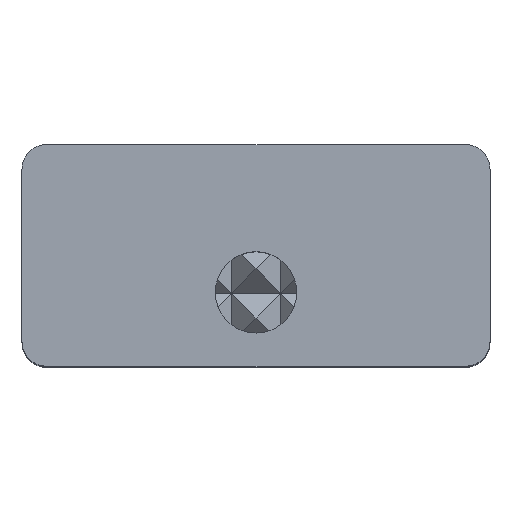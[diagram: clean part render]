
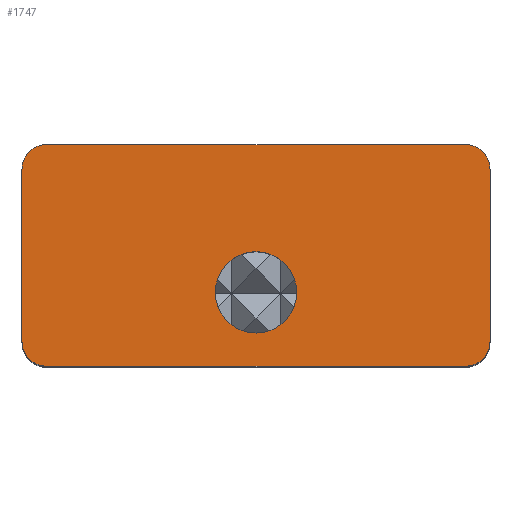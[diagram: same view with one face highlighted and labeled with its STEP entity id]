
A CAD part, top view. The second image highlights one B-rep face of the part: STEP entity #1747.
In plain terms, the highlighted planar face has unit normal (0, 0, 1).
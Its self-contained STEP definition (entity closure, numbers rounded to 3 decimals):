
#16=FACE_BOUND('',#201,.T.);
#28=CIRCLE('',#1884,1.65);
#38=CIRCLE('',#1904,1.);
#39=CIRCLE('',#1907,1.);
#40=CIRCLE('',#1910,1.);
#41=CIRCLE('',#1912,1.);
#68=FACE_OUTER_BOUND('',#200,.T.);
#200=EDGE_LOOP('',(#1236,#1237,#1238,#1239,#1240,#1241,#1242,#1243));
#201=EDGE_LOOP('',(#1244));
#328=LINE('',#2593,#553);
#366=LINE('',#2694,#591);
#369=LINE('',#2702,#594);
#372=LINE('',#2711,#597);
#553=VECTOR('',#2055,10.);
#591=VECTOR('',#2147,10.);
#594=VECTOR('',#2156,10.);
#597=VECTOR('',#2169,10.);
#775=VERTEX_POINT('',#2590);
#776=VERTEX_POINT('',#2592);
#787=VERTEX_POINT('',#2622);
#810=VERTEX_POINT('',#2687);
#811=VERTEX_POINT('',#2689);
#812=VERTEX_POINT('',#2693);
#813=VERTEX_POINT('',#2697);
#814=VERTEX_POINT('',#2701);
#815=VERTEX_POINT('',#2707);
#892=EDGE_CURVE('',#776,#775,#328,.T.);
#908=EDGE_CURVE('',#787,#787,#28,.T.);
#941=EDGE_CURVE('',#811,#810,#38,.T.);
#943=EDGE_CURVE('',#812,#811,#366,.T.);
#945=EDGE_CURVE('',#813,#812,#39,.T.);
#947=EDGE_CURVE('',#814,#813,#369,.T.);
#949=EDGE_CURVE('',#775,#814,#40,.T.);
#950=EDGE_CURVE('',#815,#776,#41,.T.);
#952=EDGE_CURVE('',#810,#815,#372,.T.);
#1236=ORIENTED_EDGE('',*,*,#892,.T.);
#1237=ORIENTED_EDGE('',*,*,#949,.T.);
#1238=ORIENTED_EDGE('',*,*,#947,.T.);
#1239=ORIENTED_EDGE('',*,*,#945,.T.);
#1240=ORIENTED_EDGE('',*,*,#943,.T.);
#1241=ORIENTED_EDGE('',*,*,#941,.T.);
#1242=ORIENTED_EDGE('',*,*,#952,.T.);
#1243=ORIENTED_EDGE('',*,*,#950,.T.);
#1244=ORIENTED_EDGE('',*,*,#908,.T.);
#1620=PLANE('',#1914);
#1747=ADVANCED_FACE('',(#68,#16),#1620,.T.);
#1884=AXIS2_PLACEMENT_3D('',#2623,#2079,#2080);
#1904=AXIS2_PLACEMENT_3D('',#2690,#2142,#2143);
#1907=AXIS2_PLACEMENT_3D('',#2698,#2151,#2152);
#1910=AXIS2_PLACEMENT_3D('',#2705,#2160,#2161);
#1912=AXIS2_PLACEMENT_3D('',#2708,#2164,#2165);
#1914=AXIS2_PLACEMENT_3D('',#2712,#2170,#2171);
#2055=DIRECTION('',(-1.,0.,0.));
#2079=DIRECTION('center_axis',(0.,0.,-1.));
#2080=DIRECTION('ref_axis',(-1.,0.,0.));
#2142=DIRECTION('center_axis',(0.,0.,1.));
#2143=DIRECTION('ref_axis',(0.,-1.,0.));
#2147=DIRECTION('',(1.,0.,0.));
#2151=DIRECTION('center_axis',(0.,0.,1.));
#2152=DIRECTION('ref_axis',(-1.,0.,0.));
#2156=DIRECTION('',(0.,-1.,0.));
#2160=DIRECTION('center_axis',(0.,0.,1.));
#2161=DIRECTION('ref_axis',(0.,1.,0.));
#2164=DIRECTION('center_axis',(0.,0.,1.));
#2165=DIRECTION('ref_axis',(1.,0.,0.));
#2169=DIRECTION('',(0.,1.,0.));
#2170=DIRECTION('center_axis',(0.,0.,1.));
#2171=DIRECTION('ref_axis',(1.,0.,0.));
#2590=CARTESIAN_POINT('',(1.,9.,27.));
#2592=CARTESIAN_POINT('',(18.,9.,27.));
#2593=CARTESIAN_POINT('',(18.,9.,27.));
#2622=CARTESIAN_POINT('',(11.15,3.,27.));
#2623=CARTESIAN_POINT('Origin',(9.5,3.,27.));
#2687=CARTESIAN_POINT('',(19.,1.,27.));
#2689=CARTESIAN_POINT('',(18.,0.,27.));
#2690=CARTESIAN_POINT('Origin',(18.,1.,27.));
#2693=CARTESIAN_POINT('',(1.,0.,27.));
#2694=CARTESIAN_POINT('',(1.,0.,27.));
#2697=CARTESIAN_POINT('',(0.,1.,27.));
#2698=CARTESIAN_POINT('Origin',(1.,1.,27.));
#2701=CARTESIAN_POINT('',(0.,8.,27.));
#2702=CARTESIAN_POINT('',(0.,8.,27.));
#2705=CARTESIAN_POINT('Origin',(1.,8.,27.));
#2707=CARTESIAN_POINT('',(19.,8.,27.));
#2708=CARTESIAN_POINT('Origin',(18.,8.,27.));
#2711=CARTESIAN_POINT('',(19.,1.,27.));
#2712=CARTESIAN_POINT('Origin',(9.5,4.5,27.));
